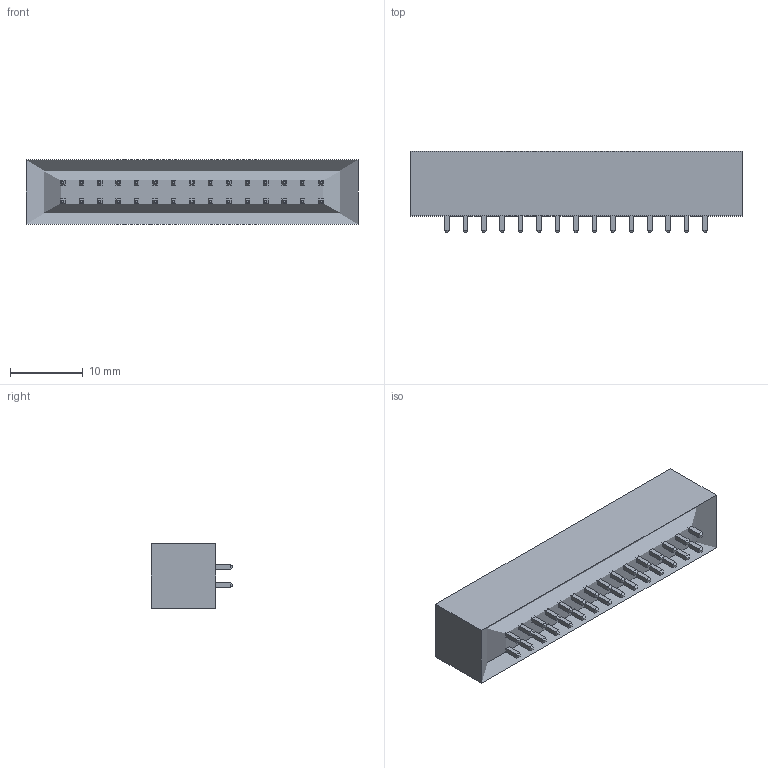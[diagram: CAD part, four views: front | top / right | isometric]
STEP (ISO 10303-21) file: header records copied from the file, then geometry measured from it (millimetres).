
FILE_DESCRIPTION (( 'STEP AP214' ), '1' );
FILE_NAME ( 'SHDRV30W64P254_15X2_4572X890H890.STEP', '2018-07-18T17:39:06', ( '' ), ( '' ), 'Part was generated with the free Library Expert Lite available at www.PCBLibraries.com. Removing line will violate the End User License Agreement.', '©2017 PCB Libraries, Inc.', '' );
FILE_SCHEMA (( 'AUTOMOTIVE_DESIGN' ));
Length unit declared in the file: millimetre
Products named in the file (1): SHDRV30W64P254_15X2_4572X890H890
Bounding box: 45.72 x 11.2 x 8.9 mm (x, y, z)
Volume: 134.4 mm3; surface area: 3288.9 mm2
Topology: 30 solids, 31 shells, 431 faces, 1104 edges, 736 vertices
Faces by surface type: plane 431
Entity records: 14230 total; most frequent: CARTESIAN_POINT 2272, DIRECTION 1968, ORIENTED_EDGE 1968, VECTOR 1104, LINE 1104, EDGE_CURVE 1104, VERTEX_POINT 736, EDGE_LOOP 492
